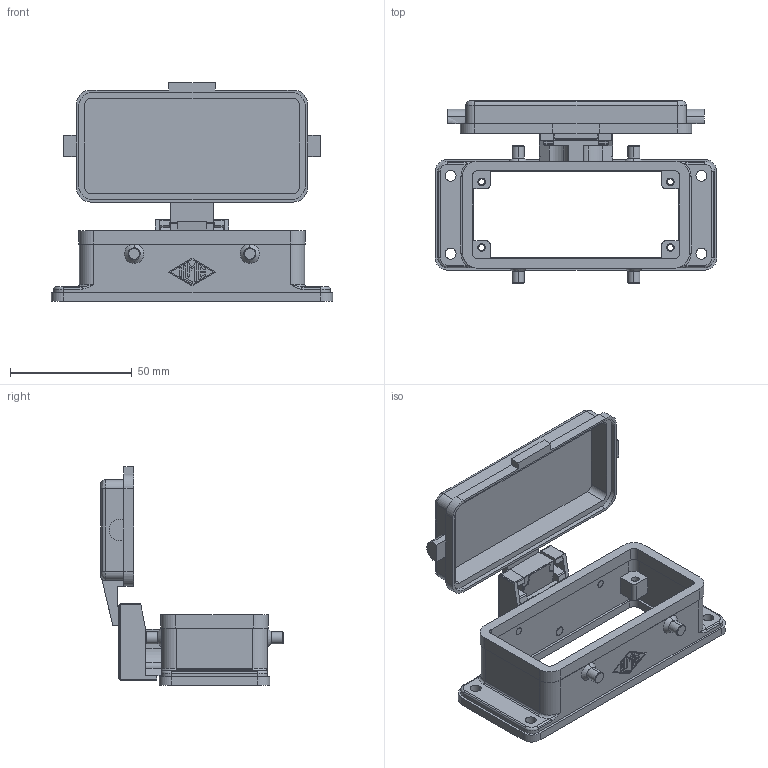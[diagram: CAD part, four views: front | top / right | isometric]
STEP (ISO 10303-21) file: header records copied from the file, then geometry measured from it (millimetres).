
FILE_DESCRIPTION((''),'2;1');
FILE_NAME('CHI 16 CP.stp','2006-12-21T12:45:20',('CADmaster'),(''),'Autodesk Inventor 7','Autodesk Inventor 7','');
FILE_SCHEMA(('AUTOMOTIVE_DESIGN { 1 0 10303 214 1 1 1 1 }'));
Length unit declared in the file: millimetre
Products named in the file (1): CHI 16 CP
Bounding box: 115.5 x 75 x 89.75 mm (x, y, z)
Volume: 56542.2 mm3; surface area: 42153.2 mm2
Topology: 1 solids, 2 shells, 470 faces, 1255 edges, 812 vertices
Faces by surface type: plane 205, cylinder 179, bspline 68, cone 10, torus 8
Entity records: 16000 total; most frequent: CARTESIAN_POINT 4024, ORIENTED_EDGE 2518, DIRECTION 2517, EDGE_CURVE 1259, AXIS2_PLACEMENT_3D 867, VERTEX_POINT 812, VECTOR 783, LINE 783
